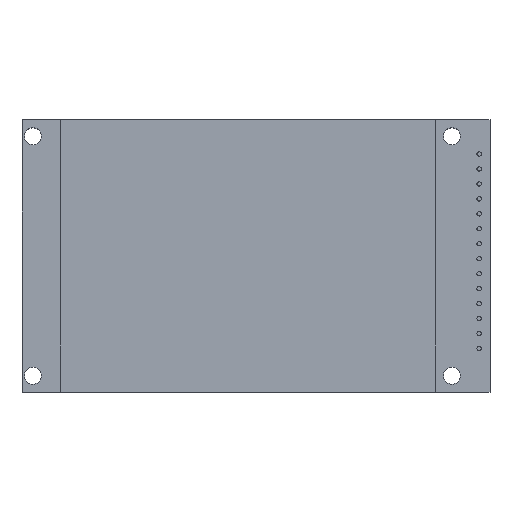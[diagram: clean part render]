
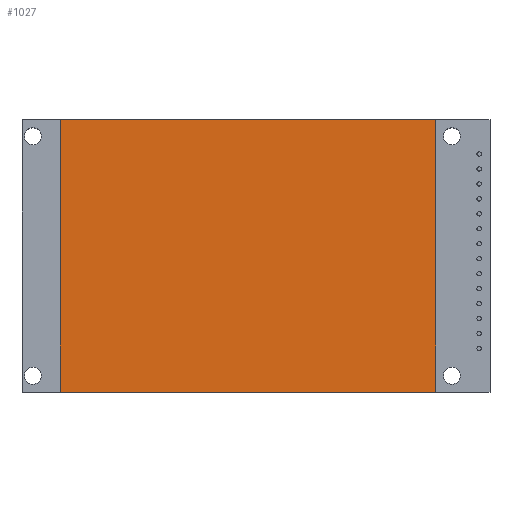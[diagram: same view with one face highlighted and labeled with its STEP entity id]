
A CAD part, top view. The second image highlights one B-rep face of the part: STEP entity #1027.
In plain terms, the highlighted planar face has unit normal (0, 0, 1).
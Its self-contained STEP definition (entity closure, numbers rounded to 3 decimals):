
#87=PLANE('',#1175);
#157=FACE_OUTER_BOUND('',#263,.T.);
#263=EDGE_LOOP('',(#876,#877,#878,#879));
#313=LINE('',#1760,#369);
#315=LINE('',#1764,#371);
#317=LINE('',#1768,#373);
#319=LINE('',#1771,#375);
#369=VECTOR('',#1487,10.);
#371=VECTOR('',#1491,10.);
#373=VECTOR('',#1495,10.);
#375=VECTOR('',#1499,10.);
#516=VERTEX_POINT('',#1757);
#517=VERTEX_POINT('',#1759);
#518=VERTEX_POINT('',#1763);
#519=VERTEX_POINT('',#1767);
#633=EDGE_CURVE('',#517,#516,#313,.T.);
#635=EDGE_CURVE('',#518,#517,#315,.T.);
#637=EDGE_CURVE('',#519,#518,#317,.T.);
#639=EDGE_CURVE('',#516,#519,#319,.T.);
#876=ORIENTED_EDGE('',*,*,#639,.T.);
#877=ORIENTED_EDGE('',*,*,#637,.T.);
#878=ORIENTED_EDGE('',*,*,#635,.T.);
#879=ORIENTED_EDGE('',*,*,#633,.T.);
#1027=ADVANCED_FACE('',(#157),#87,.T.);
#1175=AXIS2_PLACEMENT_3D('',#1772,#1500,#1501);
#1487=DIRECTION('',(-1.,0.,0.));
#1491=DIRECTION('',(0.,1.,0.));
#1495=DIRECTION('',(1.,0.,0.));
#1499=DIRECTION('',(0.,-1.,0.));
#1500=DIRECTION('center_axis',(0.,0.,1.));
#1501=DIRECTION('ref_axis',(1.,0.,0.));
#1757=CARTESIAN_POINT('',(7.,50.,6.4));
#1759=CARTESIAN_POINT('',(76.,50.,6.4));
#1760=CARTESIAN_POINT('',(76.,50.,6.4));
#1763=CARTESIAN_POINT('',(76.,0.,6.4));
#1764=CARTESIAN_POINT('',(76.,0.,6.4));
#1767=CARTESIAN_POINT('',(7.,0.,6.4));
#1768=CARTESIAN_POINT('',(7.,0.,6.4));
#1771=CARTESIAN_POINT('',(7.,50.,6.4));
#1772=CARTESIAN_POINT('Origin',(41.5,25.,6.4));
